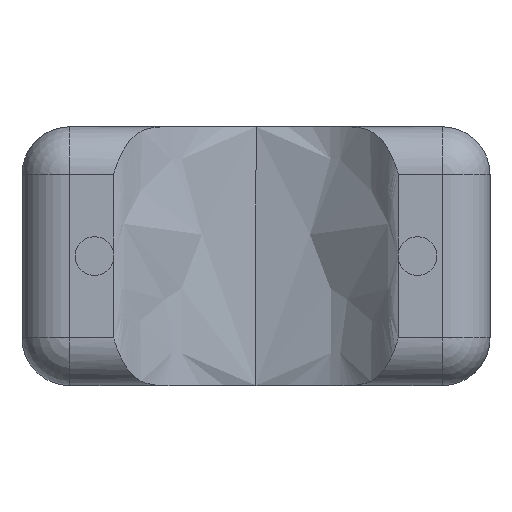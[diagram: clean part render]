
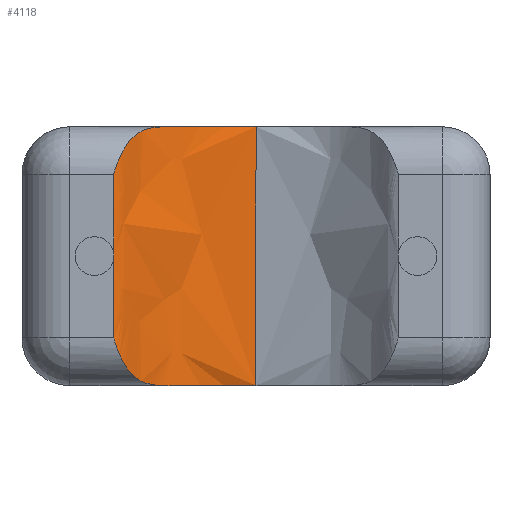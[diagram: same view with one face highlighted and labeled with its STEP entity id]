
A CAD part, front view. The second image highlights one B-rep face of the part: STEP entity #4118.
In plain terms, the highlighted free-form (B-spline) face has degree [3, 1] with [4, 2] control points.
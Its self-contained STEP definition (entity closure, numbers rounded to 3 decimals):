
#30 = CARTESIAN_POINT ( 'NONE',  ( -3.68, 1.158, 4.07 ) ) ;
#49 = CARTESIAN_POINT ( 'NONE',  ( -5.915, 0., 0.75 ) ) ;
#53 = CARTESIAN_POINT ( 'NONE',  ( -5.132, 0.75, 4.07 ) ) ;
#115 = CARTESIAN_POINT ( 'NONE',  ( -5.842, 0.033, 0.524 ) ) ;
#141 = CARTESIAN_POINT ( 'NONE',  ( -5.341, 1.173, 4.07 ) ) ;
#167 = LINE ( 'NONE', #2248, #3252 ) ;
#253 = CARTESIAN_POINT ( 'NONE',  ( -5.746, 0.124, 3.748 ) ) ;
#265 = ORIENTED_EDGE ( 'NONE', *, *, #4023, .T. ) ;
#272 = CARTESIAN_POINT ( 'NONE',  ( -5.915, 0., 3.351 ) ) ;
#340 = CARTESIAN_POINT ( 'NONE',  ( -3.68, 1.158, 4.07 ) ) ;
#429 = CARTESIAN_POINT ( 'NONE',  ( -5.819, 0.052, 0.471 ) ) ;
#450 = CARTESIAN_POINT ( 'NONE',  ( -5.644, 0.039, 0. ) ) ;
#496 = CARTESIAN_POINT ( 'NONE',  ( -3.68, 1.158, 0. ) ) ;
#685 = CARTESIAN_POINT ( 'NONE',  ( -5.132, 0.75, 0. ) ) ;
#690 = CARTESIAN_POINT ( 'NONE',  ( -4.363, 1.164, 4.07 ) ) ;
#793 = EDGE_CURVE ( 'NONE', #3090, #2641, #1495, .T. ) ;
#855 = CARTESIAN_POINT ( 'NONE',  ( -5.132, 0.75, 0. ) ) ;
#908 = CARTESIAN_POINT ( 'NONE',  ( -5.842, 0.033, 3.546 ) ) ;
#921 = EDGE_LOOP ( 'NONE', ( #1261, #3862, #1080, #2445, #265, #2650, #1731 ) ) ;
#954 = CARTESIAN_POINT ( 'NONE',  ( -5.321, 0.601, 4.06 ) ) ;
#966 = B_SPLINE_CURVE_WITH_KNOTS ( 'NONE', 3,
 ( #2918, #3914, #954, #3256, #2205, #2507, #253, #2523, #908, #1582, #3879, #4200, #272, #2540 ),
 .UNSPECIFIED., .F., .F.,
 ( 4, 2, 2, 2, 2, 2, 4 ),
 ( 0., 0., 0.001, 0.001, 0.001, 0.001, 0.001 ),
 .UNSPECIFIED. ) ;
#1028 = DIRECTION ( 'NONE',  ( 0., 0., 1. ) ) ;
#1033 = CARTESIAN_POINT ( 'NONE',  ( -5.132, 0.75, 4.07 ) ) ;
#1048 = CARTESIAN_POINT ( 'NONE',  ( -5.874, 0.013, 0.606 ) ) ;
#1080 = ORIENTED_EDGE ( 'NONE', *, *, #2608, .T. ) ;
#1081 = CARTESIAN_POINT ( 'NONE',  ( -5.915, 0., 0. ) ) ;
#1095 = CARTESIAN_POINT ( 'NONE',  ( -5.322, 0.6, 0.01 ) ) ;
#1218 = EDGE_CURVE ( 'NONE', #3311, #2092, #1632, .T. ) ;
#1238 = CARTESIAN_POINT ( 'NONE',  ( -5.915, 0., 0. ) ) ;
#1261 = ORIENTED_EDGE ( 'NONE', *, *, #1312, .T. ) ;
#1312 = EDGE_CURVE ( 'NONE', #2555, #2092, #2421, .T. ) ;
#1401 = CARTESIAN_POINT ( 'NONE',  ( -5.487, 0.435, 0.064 ) ) ;
#1495 = B_SPLINE_CURVE_WITH_KNOTS ( 'NONE', 3,
 ( #30, #690, #1589, #53 ),
 .UNSPECIFIED., .F., .F.,
 ( 4, 4 ),
 ( 0., 0.411 ),
 .UNSPECIFIED. ) ;
#1582 = CARTESIAN_POINT ( 'NONE',  ( -5.874, 0.014, 3.465 ) ) ;
#1589 = CARTESIAN_POINT ( 'NONE',  ( -4.816, 0.976, 4.07 ) ) ;
#1609 = CARTESIAN_POINT ( 'NONE',  ( -5.915, 0., 0.75 ) ) ;
#1625 = VECTOR ( 'NONE', #1028, 1000. ) ;
#1632 = B_SPLINE_CURVE_WITH_KNOTS ( 'NONE', 3,
 ( #3673, #3988, #3290, #685 ),
 .UNSPECIFIED., .F., .F.,
 ( 4, 4 ),
 ( 0., 0.411 ),
 .UNSPECIFIED. ) ;
#1652 = B_SPLINE_SURFACE_WITH_KNOTS ( 'NONE', 3, 1, ( 
 ( #496, #1747 ),
 ( #4038, #141 ),
 ( #450, #2735 ),
 ( #4055, #3743 ) ),
 .UNSPECIFIED., .F., .F., .F.,
 ( 4, 4 ),
 ( 2, 2 ),
 ( 0., 1. ),
 ( 0., 1. ),
 .UNSPECIFIED. ) ;
#1731 = ORIENTED_EDGE ( 'NONE', *, *, #2307, .F. ) ;
#1747 = CARTESIAN_POINT ( 'NONE',  ( -3.68, 1.158, 4.07 ) ) ;
#2092 = VERTEX_POINT ( 'NONE', #855 ) ;
#2108 = CARTESIAN_POINT ( 'NONE',  ( -3.68, 1.158, 0. ) ) ;
#2205 = CARTESIAN_POINT ( 'NONE',  ( -5.561, 0.35, 3.962 ) ) ;
#2248 = CARTESIAN_POINT ( 'NONE',  ( -3.68, 1.158, 0. ) ) ;
#2307 = EDGE_CURVE ( 'NONE', #2555, #2822, #3575, .T. ) ;
#2369 = CARTESIAN_POINT ( 'NONE',  ( -5.132, 0.75, 0. ) ) ;
#2421 = B_SPLINE_CURVE_WITH_KNOTS ( 'NONE', 3,
 ( #49, #3946, #2966, #3706, #1048, #115, #429, #3051, #4008, #2726, #1401, #1095, #3063, #2369 ),
 .UNSPECIFIED., .F., .F.,
 ( 4, 2, 2, 2, 2, 2, 4 ),
 ( 0., 0., 0., 0., 0.001, 0.001, 0.001 ),
 .UNSPECIFIED. ) ;
#2445 = ORIENTED_EDGE ( 'NONE', *, *, #793, .T. ) ;
#2466 = LINE ( 'NONE', #1081, #1625 ) ;
#2507 = CARTESIAN_POINT ( 'NONE',  ( -5.692, 0.192, 3.832 ) ) ;
#2523 = CARTESIAN_POINT ( 'NONE',  ( -5.819, 0.051, 3.599 ) ) ;
#2540 = CARTESIAN_POINT ( 'NONE',  ( -5.915, 0., 3.32 ) ) ;
#2555 = VERTEX_POINT ( 'NONE', #1609 ) ;
#2608 = EDGE_CURVE ( 'NONE', #3311, #3090, #167, .T. ) ;
#2641 = VERTEX_POINT ( 'NONE', #1033 ) ;
#2650 = ORIENTED_EDGE ( 'NONE', *, *, #3275, .F. ) ;
#2726 = CARTESIAN_POINT ( 'NONE',  ( -5.562, 0.349, 0.108 ) ) ;
#2735 = CARTESIAN_POINT ( 'NONE',  ( -5.644, 0.039, 4.07 ) ) ;
#2822 = VERTEX_POINT ( 'NONE', #3776 ) ;
#2918 = CARTESIAN_POINT ( 'NONE',  ( -5.132, 0.75, 4.07 ) ) ;
#2933 = DIRECTION ( 'NONE',  ( 0., 0., 1. ) ) ;
#2963 = CARTESIAN_POINT ( 'NONE',  ( -5.915, 0., 3.32 ) ) ;
#2966 = CARTESIAN_POINT ( 'NONE',  ( -5.904, 0.002, 0.691 ) ) ;
#3051 = CARTESIAN_POINT ( 'NONE',  ( -5.746, 0.124, 0.322 ) ) ;
#3063 = CARTESIAN_POINT ( 'NONE',  ( -5.231, 0.68, 0. ) ) ;
#3090 = VERTEX_POINT ( 'NONE', #340 ) ;
#3252 = VECTOR ( 'NONE', #2933, 1000. ) ;
#3256 = CARTESIAN_POINT ( 'NONE',  ( -5.488, 0.435, 4.006 ) ) ;
#3275 = EDGE_CURVE ( 'NONE', #2822, #3880, #2466, .T. ) ;
#3290 = CARTESIAN_POINT ( 'NONE',  ( -4.816, 0.976, 0. ) ) ;
#3311 = VERTEX_POINT ( 'NONE', #2108 ) ;
#3547 = DIRECTION ( 'NONE',  ( 0., 0., 1. ) ) ;
#3575 = LINE ( 'NONE', #1238, #3720 ) ;
#3673 = CARTESIAN_POINT ( 'NONE',  ( -3.68, 1.158, 0. ) ) ;
#3706 = CARTESIAN_POINT ( 'NONE',  ( -5.884, 0.009, 0.634 ) ) ;
#3709 = FACE_OUTER_BOUND ( 'NONE', #921, .T. ) ;
#3720 = VECTOR ( 'NONE', #3547, 1000. ) ;
#3743 = CARTESIAN_POINT ( 'NONE',  ( -5.915, 0., 4.07 ) ) ;
#3776 = CARTESIAN_POINT ( 'NONE',  ( -5.915, 0., 2.035 ) ) ;
#3862 = ORIENTED_EDGE ( 'NONE', *, *, #1218, .F. ) ;
#3879 = CARTESIAN_POINT ( 'NONE',  ( -5.884, 0.009, 3.437 ) ) ;
#3880 = VERTEX_POINT ( 'NONE', #2963 ) ;
#3914 = CARTESIAN_POINT ( 'NONE',  ( -5.231, 0.68, 4.07 ) ) ;
#3946 = CARTESIAN_POINT ( 'NONE',  ( -5.915, 0., 0.719 ) ) ;
#3988 = CARTESIAN_POINT ( 'NONE',  ( -4.363, 1.164, 0. ) ) ;
#4008 = CARTESIAN_POINT ( 'NONE',  ( -5.691, 0.193, 0.237 ) ) ;
#4023 = EDGE_CURVE ( 'NONE', #2641, #3880, #966, .T. ) ;
#4038 = CARTESIAN_POINT ( 'NONE',  ( -5.341, 1.173, 0. ) ) ;
#4055 = CARTESIAN_POINT ( 'NONE',  ( -5.915, 0., 0. ) ) ;
#4118 = ADVANCED_FACE ( 'NONE', ( #3709 ), #1652, .F. ) ;
#4200 = CARTESIAN_POINT ( 'NONE',  ( -5.904, 0.002, 3.38 ) ) ;
